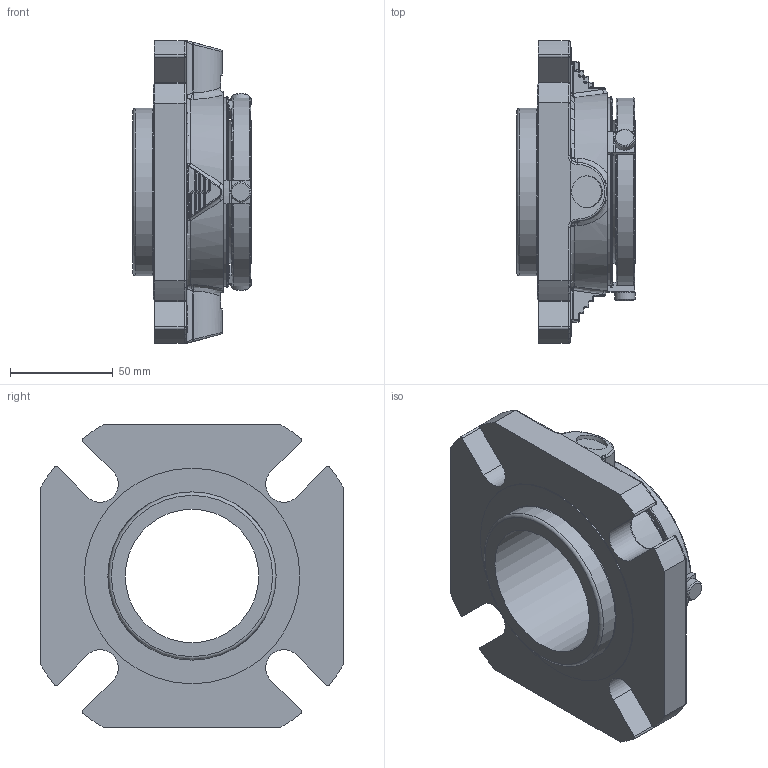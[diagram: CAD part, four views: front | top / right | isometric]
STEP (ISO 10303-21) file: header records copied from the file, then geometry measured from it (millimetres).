
FILE_DESCRIPTION(/* description */ ('Unknown'),/* implementation_level */ '2;1');
FILE_NAME(/* name */ '65mm SMSS SEAL ARRANGEMENT',/* time_stamp */ '2023-05-09T11:50:33+01:00',/* author */ ('Unknown'),/* organization */ ('Unknown'),/* preprocessor_version */ 'ST-DEVELOPER v18.102',/* originating_system */ 'Solid Edge',/* authorisation */ 'Unknown');
FILE_SCHEMA (('AUTOMOTIVE_DESIGN {1 0 10303 214 3 1 1}'));
Length unit declared in the file: millimetre
Products named in the file (1): 65mm
Bounding box: 57.63 x 147.32 x 147.32 mm (x, y, z)
Volume: 389270.5 mm3; surface area: 72961.8 mm2
Topology: 1 solids, 1 shells, 846 faces, 2203 edges, 1378 vertices
Faces by surface type: cylinder 276, plane 274, bspline 176, torus 71, sphere 39, cone 10
Full cylindrical faces by diameter (mm): 4.837 x2, 10 x3, 15.5 x2, 64.999 x1, 69.825 x1, 70.333 x1, 81.509 x1, 91.567 x2, 93.091 x1, 105 x1
Entity records: 29842 total; most frequent: CARTESIAN_POINT 11026, ORIENTED_EDGE 4290, DIRECTION 3279, EDGE_CURVE 2145, VERTEX_POINT 1362, AXIS2_PLACEMENT_3D 1197, EDGE_LOOP 921, FACE_BOUND 921
